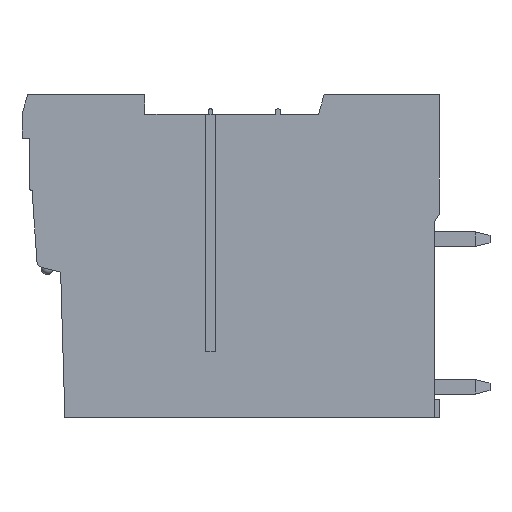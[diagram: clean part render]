
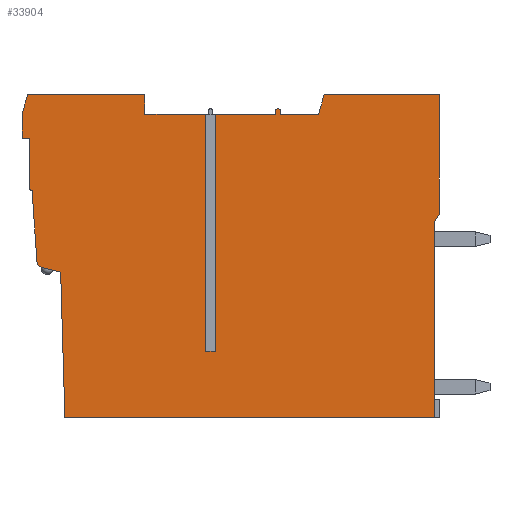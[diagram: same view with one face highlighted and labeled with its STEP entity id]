
A CAD part, left-side view. The second image highlights one B-rep face of the part: STEP entity #33904.
In plain terms, the highlighted planar face has unit normal (-1, 0, 0).
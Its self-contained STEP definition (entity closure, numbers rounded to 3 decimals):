
#10512=DIRECTION('',(0.,-1.,0.));
#10513=VECTOR('',#10512,8.06);
#10514=CARTESIAN_POINT('',(-4.28,4.11,0.));
#10515=LINE('',#10514,#10513);
#10516=DIRECTION('',(0.,0.,-1.));
#10517=VECTOR('',#10516,1.36);
#10518=CARTESIAN_POINT('',(-4.28,-3.95,0.));
#10519=LINE('',#10518,#10517);
#10520=DIRECTION('',(0.,-1.,0.));
#10521=VECTOR('',#10520,4.195);
#10522=CARTESIAN_POINT('',(-4.28,-3.95,-1.36));
#10523=LINE('',#10522,#10521);
#10524=DIRECTION('',(0.,0.,1.));
#10525=VECTOR('',#10524,16.31);
#10526=CARTESIAN_POINT('',(-4.28,-8.145,-17.67));
#10527=LINE('',#10526,#10525);
#10528=DIRECTION('',(0.,1.,0.));
#10529=VECTOR('',#10528,0.65);
#10530=CARTESIAN_POINT('',(-4.28,-8.795,-17.67));
#10531=LINE('',#10530,#10529);
#10532=DIRECTION('',(0.,0.,1.));
#10533=VECTOR('',#10532,16.31);
#10534=CARTESIAN_POINT('',(-4.28,-8.795,-17.67));
#10535=LINE('',#10534,#10533);
#10536=DIRECTION('',(0.,-1.,0.));
#10537=VECTOR('',#10536,4.145);
#10538=CARTESIAN_POINT('',(-4.28,-8.795,-1.36));
#10539=LINE('',#10538,#10537);
#10540=DIRECTION('',(0.,0.,1.));
#10541=VECTOR('',#10540,0.223);
#10542=CARTESIAN_POINT('',(-4.28,-12.94,-1.36));
#10543=LINE('',#10542,#10541);
#10544=CARTESIAN_POINT('',(-4.28,-13.11,-1.137));
#10545=DIRECTION('',(-1.,0.,0.));
#10546=DIRECTION('',(0.,-1.,0.));
#10547=AXIS2_PLACEMENT_3D('',#10544,#10545,#10546);
#10549=DIRECTION('',(0.,0.,-1.));
#10550=VECTOR('',#10549,0.223);
#10551=CARTESIAN_POINT('',(-4.28,-13.28,-1.137));
#10552=LINE('',#10551,#10550);
#10553=DIRECTION('',(0.,-1.,0.));
#10554=VECTOR('',#10553,2.62);
#10555=CARTESIAN_POINT('',(-4.28,-13.28,-1.36));
#10556=LINE('',#10555,#10554);
#10557=DIRECTION('',(0.,-0.276,0.961));
#10558=VECTOR('',#10557,1.415);
#10559=CARTESIAN_POINT('',(-4.28,-15.9,-1.36));
#10560=LINE('',#10559,#10558);
#10561=DIRECTION('',(0.,-1.,0.));
#10562=VECTOR('',#10561,7.91);
#10563=CARTESIAN_POINT('',(-4.28,-16.29,0.));
#10564=LINE('',#10563,#10562);
#10565=DIRECTION('',(0.,0.,-1.));
#10566=VECTOR('',#10565,8.22);
#10567=CARTESIAN_POINT('',(-4.28,-24.2,0.));
#10568=LINE('',#10567,#10566);
#10569=DIRECTION('',(0.,0.517,-0.856));
#10570=VECTOR('',#10569,0.677);
#10571=CARTESIAN_POINT('',(-4.28,-24.2,-8.22));
#10572=LINE('',#10571,#10570);
#10573=DIRECTION('',(0.,0.,-1.));
#10574=VECTOR('',#10573,13.4);
#10575=CARTESIAN_POINT('',(-4.28,-23.85,-8.8));
#10576=LINE('',#10575,#10574);
#10577=DIRECTION('',(0.,1.,0.));
#10578=VECTOR('',#10577,25.4);
#10579=CARTESIAN_POINT('',(-4.28,-23.85,-22.2));
#10580=LINE('',#10579,#10578);
#10581=DIRECTION('',(0.,0.029,1.));
#10582=VECTOR('',#10581,10.002);
#10583=CARTESIAN_POINT('',(-4.28,1.55,-22.2));
#10584=LINE('',#10583,#10582);
#10585=DIRECTION('',(0.,0.973,0.231));
#10586=VECTOR('',#10585,1.301);
#10587=CARTESIAN_POINT('',(-4.28,1.84,-12.202));
#10588=LINE('',#10587,#10586);
#10589=CARTESIAN_POINT('',(-4.28,2.995,-11.434));
#10590=DIRECTION('',(-1.,0.,0.));
#10591=DIRECTION('',(0.,0.998,-0.069));
#10592=AXIS2_PLACEMENT_3D('',#10589,#10590,#10591);
#10594=DIRECTION('',(0.,0.069,0.998));
#10595=VECTOR('',#10594,4.879);
#10596=CARTESIAN_POINT('',(-4.28,3.474,-11.467));
#10597=LINE('',#10596,#10595);
#10598=CARTESIAN_POINT('',(-4.28,3.81,-6.41));
#10599=DIRECTION('',(-1.,0.,0.));
#10600=DIRECTION('',(0.,1.,0.));
#10601=AXIS2_PLACEMENT_3D('',#10598,#10599,#10600);
#10603=DIRECTION('',(0.,0.,1.));
#10604=VECTOR('',#10603,3.41);
#10605=CARTESIAN_POINT('',(-4.28,4.,-6.41));
#10606=LINE('',#10605,#10604);
#10607=DIRECTION('',(0.,1.,0.));
#10608=VECTOR('',#10607,0.5);
#10609=CARTESIAN_POINT('',(-4.28,4.,-3.));
#10610=LINE('',#10609,#10608);
#10611=DIRECTION('',(0.,0.,1.));
#10612=VECTOR('',#10611,1.64);
#10613=CARTESIAN_POINT('',(-4.28,4.5,-3.));
#10614=LINE('',#10613,#10612);
#10615=DIRECTION('',(0.,0.276,-0.961));
#10616=VECTOR('',#10615,1.415);
#10617=CARTESIAN_POINT('',(-4.28,4.11,0.));
#10618=LINE('',#10617,#10616);
#18473=CARTESIAN_POINT('',(-4.28,4.11,0.));
#18474=CARTESIAN_POINT('',(-4.28,-3.95,0.));
#18475=VERTEX_POINT('',#18473);
#18476=VERTEX_POINT('',#18474);
#18477=CARTESIAN_POINT('',(-4.28,-16.29,0.));
#18478=CARTESIAN_POINT('',(-4.28,-24.2,0.));
#18479=VERTEX_POINT('',#18477);
#18480=VERTEX_POINT('',#18478);
#18481=CARTESIAN_POINT('',(-4.28,-24.2,-8.22));
#18482=VERTEX_POINT('',#18481);
#18483=CARTESIAN_POINT('',(-4.28,-23.85,-22.2));
#18484=CARTESIAN_POINT('',(-4.28,1.55,-22.2));
#18485=VERTEX_POINT('',#18483);
#18486=VERTEX_POINT('',#18484);
#18487=CARTESIAN_POINT('',(-4.28,4.5,-3.));
#18488=CARTESIAN_POINT('',(-4.28,4.5,-1.36));
#18489=VERTEX_POINT('',#18487);
#18490=VERTEX_POINT('',#18488);
#18491=CARTESIAN_POINT('',(-4.28,-23.85,-8.8));
#18492=VERTEX_POINT('',#18491);
#18493=CARTESIAN_POINT('',(-4.28,1.84,-12.202));
#18494=VERTEX_POINT('',#18493);
#18495=CARTESIAN_POINT('',(-4.28,3.106,-11.902));
#18496=VERTEX_POINT('',#18495);
#18497=CARTESIAN_POINT('',(-4.28,3.474,-11.467));
#18498=CARTESIAN_POINT('',(-4.28,3.81,-6.6));
#18499=VERTEX_POINT('',#18497);
#18500=VERTEX_POINT('',#18498);
#18501=CARTESIAN_POINT('',(-4.28,4.,-6.41));
#18502=CARTESIAN_POINT('',(-4.28,4.,-3.));
#18503=VERTEX_POINT('',#18501);
#18504=VERTEX_POINT('',#18502);
#18505=CARTESIAN_POINT('',(-4.28,-3.95,-1.36));
#18506=VERTEX_POINT('',#18505);
#18507=CARTESIAN_POINT('',(-4.28,-8.145,-1.36));
#18508=VERTEX_POINT('',#18507);
#18509=CARTESIAN_POINT('',(-4.28,-15.9,-1.36));
#18510=VERTEX_POINT('',#18509);
#18511=CARTESIAN_POINT('',(-4.28,-12.94,-1.36));
#18512=CARTESIAN_POINT('',(-4.28,-12.94,-1.137));
#18513=VERTEX_POINT('',#18511);
#18514=VERTEX_POINT('',#18512);
#18515=CARTESIAN_POINT('',(-4.28,-13.28,-1.137));
#18516=VERTEX_POINT('',#18515);
#18517=CARTESIAN_POINT('',(-4.28,-13.28,-1.36));
#18518=VERTEX_POINT('',#18517);
#19340=CARTESIAN_POINT('',(-4.28,-8.795,-1.36));
#19341=VERTEX_POINT('',#19340);
#19342=CARTESIAN_POINT('',(-4.28,-8.795,-17.67));
#19343=CARTESIAN_POINT('',(-4.28,-8.145,-17.67));
#19344=VERTEX_POINT('',#19342);
#19345=VERTEX_POINT('',#19343);
#33865=CARTESIAN_POINT('',(-4.28,8.178,-32.36));
#33866=DIRECTION('',(-1.,0.,0.));
#33867=DIRECTION('',(0.,-1.,0.));
#33868=AXIS2_PLACEMENT_3D('',#33865,#33866,#33867);
#33869=PLANE('',#33868);
#33870=ORIENTED_EDGE('',*,*,#20856,.T.);
#33871=ORIENTED_EDGE('',*,*,#33381,.T.);
#33872=ORIENTED_EDGE('',*,*,#33289,.T.);
#33874=ORIENTED_EDGE('',*,*,#33873,.F.);
#33876=ORIENTED_EDGE('',*,*,#33875,.F.);
#33878=ORIENTED_EDGE('',*,*,#33877,.T.);
#33879=ORIENTED_EDGE('',*,*,#33281,.T.);
#33880=ORIENTED_EDGE('',*,*,#33258,.T.);
#33881=ORIENTED_EDGE('',*,*,#33243,.F.);
#33882=ORIENTED_EDGE('',*,*,#33042,.T.);
#33884=ORIENTED_EDGE('',*,*,#33883,.T.);
#33885=ORIENTED_EDGE('',*,*,#32950,.T.);
#33886=ORIENTED_EDGE('',*,*,#21392,.T.);
#33888=ORIENTED_EDGE('',*,*,#33887,.T.);
#33890=ORIENTED_EDGE('',*,*,#33889,.T.);
#33891=ORIENTED_EDGE('',*,*,#29655,.T.);
#33892=ORIENTED_EDGE('',*,*,#29353,.T.);
#33893=ORIENTED_EDGE('',*,*,#28894,.T.);
#33894=ORIENTED_EDGE('',*,*,#28875,.T.);
#33895=ORIENTED_EDGE('',*,*,#28838,.F.);
#33896=ORIENTED_EDGE('',*,*,#28823,.T.);
#33897=ORIENTED_EDGE('',*,*,#28808,.F.);
#33898=ORIENTED_EDGE('',*,*,#28793,.T.);
#33899=ORIENTED_EDGE('',*,*,#28778,.T.);
#33900=ORIENTED_EDGE('',*,*,#28763,.T.);
#33901=ORIENTED_EDGE('',*,*,#33860,.F.);
#33902=EDGE_LOOP('',(#33870,#33871,#33872,#33874,#33876,#33878,#33879,#33880,
#33881,#33882,#33884,#33885,#33886,#33888,#33890,#33891,#33892,#33893,#33894,
#33895,#33896,#33897,#33898,#33899,#33900,#33901));
#33903=FACE_OUTER_BOUND('',#33902,.F.);
#33904=ADVANCED_FACE('',(#33903),#33869,.T.);
#10548=CIRCLE('',#10547,0.17);
#10593=CIRCLE('',#10592,0.48);
#10602=CIRCLE('',#10601,0.19);
#20856=EDGE_CURVE('',#18475,#18476,#10515,.T.);
#21392=EDGE_CURVE('',#18479,#18480,#10564,.T.);
#28763=EDGE_CURVE('',#18489,#18490,#10614,.T.);
#28778=EDGE_CURVE('',#18504,#18489,#10610,.T.);
#28793=EDGE_CURVE('',#18503,#18504,#10606,.T.);
#28808=EDGE_CURVE('',#18503,#18500,#10602,.T.);
#28823=EDGE_CURVE('',#18499,#18500,#10597,.T.);
#28838=EDGE_CURVE('',#18499,#18496,#10593,.T.);
#28875=EDGE_CURVE('',#18494,#18496,#10588,.T.);
#28894=EDGE_CURVE('',#18486,#18494,#10584,.T.);
#29353=EDGE_CURVE('',#18485,#18486,#10580,.T.);
#29655=EDGE_CURVE('',#18492,#18485,#10576,.T.);
#32950=EDGE_CURVE('',#18510,#18479,#10560,.T.);
#33042=EDGE_CURVE('',#18516,#18518,#10552,.T.);
#33243=EDGE_CURVE('',#18516,#18514,#10548,.T.);
#33258=EDGE_CURVE('',#18513,#18514,#10543,.T.);
#33281=EDGE_CURVE('',#19341,#18513,#10539,.T.);
#33289=EDGE_CURVE('',#18506,#18508,#10523,.T.);
#33381=EDGE_CURVE('',#18476,#18506,#10519,.T.);
#33860=EDGE_CURVE('',#18475,#18490,#10618,.T.);
#33873=EDGE_CURVE('',#19345,#18508,#10527,.T.);
#33875=EDGE_CURVE('',#19344,#19345,#10531,.T.);
#33877=EDGE_CURVE('',#19344,#19341,#10535,.T.);
#33883=EDGE_CURVE('',#18518,#18510,#10556,.T.);
#33887=EDGE_CURVE('',#18480,#18482,#10568,.T.);
#33889=EDGE_CURVE('',#18482,#18492,#10572,.T.);
